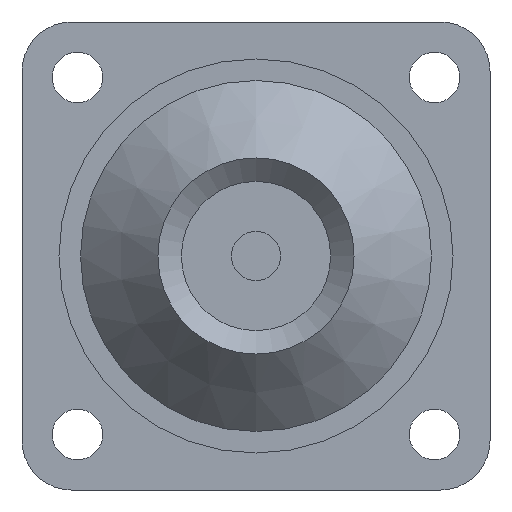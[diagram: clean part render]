
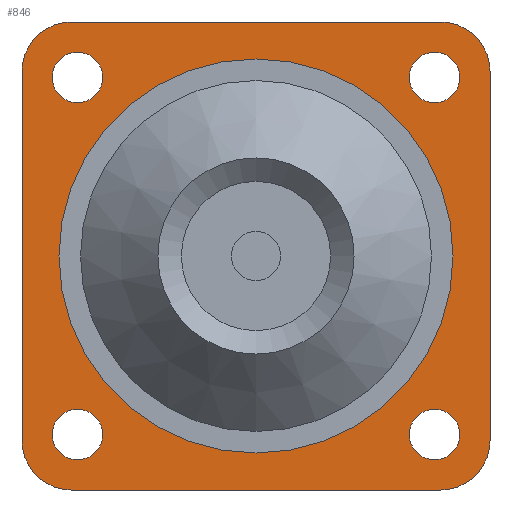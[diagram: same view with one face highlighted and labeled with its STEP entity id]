
A CAD part, front view. The second image highlights one B-rep face of the part: STEP entity #846.
In plain terms, the highlighted face is planar.
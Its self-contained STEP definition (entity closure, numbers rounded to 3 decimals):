
#27=LINE('',#1440,#59);
#30=LINE('',#1448,#62);
#33=LINE('',#1456,#65);
#36=LINE('',#1464,#68);
#59=VECTOR('',#1154,1000.);
#62=VECTOR('',#1163,1000.);
#65=VECTOR('',#1172,1000.);
#68=VECTOR('',#1181,1000.);
#126=PLANE('',#993);
#208=ORIENTED_EDGE('',*,*,#374,.T.);
#209=ORIENTED_EDGE('',*,*,#375,.T.);
#210=ORIENTED_EDGE('',*,*,#376,.T.);
#211=ORIENTED_EDGE('',*,*,#377,.T.);
#212=ORIENTED_EDGE('',*,*,#378,.T.);
#213=ORIENTED_EDGE('',*,*,#358,.F.);
#214=ORIENTED_EDGE('',*,*,#373,.F.);
#215=ORIENTED_EDGE('',*,*,#371,.F.);
#216=ORIENTED_EDGE('',*,*,#369,.F.);
#217=ORIENTED_EDGE('',*,*,#367,.F.);
#218=ORIENTED_EDGE('',*,*,#365,.F.);
#219=ORIENTED_EDGE('',*,*,#363,.F.);
#220=ORIENTED_EDGE('',*,*,#361,.F.);
#358=EDGE_CURVE('',#452,#453,#526,.T.);
#361=EDGE_CURVE('',#453,#454,#27,.T.);
#363=EDGE_CURVE('',#454,#455,#527,.T.);
#365=EDGE_CURVE('',#455,#456,#30,.T.);
#367=EDGE_CURVE('',#456,#457,#528,.T.);
#369=EDGE_CURVE('',#457,#458,#33,.T.);
#371=EDGE_CURVE('',#458,#459,#529,.T.);
#373=EDGE_CURVE('',#459,#452,#36,.T.);
#374=EDGE_CURVE('',#460,#460,#530,.T.);
#375=EDGE_CURVE('',#461,#461,#531,.T.);
#376=EDGE_CURVE('',#462,#462,#532,.T.);
#377=EDGE_CURVE('',#463,#463,#533,.T.);
#378=EDGE_CURVE('',#464,#464,#534,.T.);
#452=VERTEX_POINT('',#1435);
#453=VERTEX_POINT('',#1436);
#454=VERTEX_POINT('',#1441);
#455=VERTEX_POINT('',#1445);
#456=VERTEX_POINT('',#1449);
#457=VERTEX_POINT('',#1453);
#458=VERTEX_POINT('',#1457);
#459=VERTEX_POINT('',#1461);
#460=VERTEX_POINT('',#1467);
#461=VERTEX_POINT('',#1469);
#462=VERTEX_POINT('',#1471);
#463=VERTEX_POINT('',#1473);
#464=VERTEX_POINT('',#1475);
#526=CIRCLE('',#982,4.);
#527=CIRCLE('',#985,4.);
#528=CIRCLE('',#988,4.);
#529=CIRCLE('',#991,4.);
#530=CIRCLE('',#994,2.05);
#531=CIRCLE('',#995,2.05);
#532=CIRCLE('',#996,2.05);
#533=CIRCLE('',#997,2.05);
#534=CIRCLE('',#998,16.);
#599=EDGE_LOOP('',(#208));
#600=EDGE_LOOP('',(#209));
#601=EDGE_LOOP('',(#210));
#602=EDGE_LOOP('',(#211));
#603=EDGE_LOOP('',(#212));
#604=EDGE_LOOP('',(#213,#214,#215,#216,#217,#218,#219,#220));
#715=FACE_BOUND('',#599,.T.);
#716=FACE_BOUND('',#600,.T.);
#717=FACE_BOUND('',#601,.T.);
#718=FACE_BOUND('',#602,.T.);
#719=FACE_BOUND('',#603,.T.);
#720=FACE_BOUND('',#604,.T.);
#846=ADVANCED_FACE('',(#715,#716,#717,#718,#719,#720),#126,.F.);
#982=AXIS2_PLACEMENT_3D('',#1434,#1148,#1149);
#985=AXIS2_PLACEMENT_3D('',#1444,#1158,#1159);
#988=AXIS2_PLACEMENT_3D('',#1452,#1167,#1168);
#991=AXIS2_PLACEMENT_3D('',#1460,#1176,#1177);
#993=AXIS2_PLACEMENT_3D('',#1465,#1182,#1183);
#994=AXIS2_PLACEMENT_3D('',#1466,#1184,#1185);
#995=AXIS2_PLACEMENT_3D('',#1468,#1186,#1187);
#996=AXIS2_PLACEMENT_3D('',#1470,#1188,#1189);
#997=AXIS2_PLACEMENT_3D('',#1472,#1190,#1191);
#998=AXIS2_PLACEMENT_3D('',#1474,#1192,#1193);
#1148=DIRECTION('',(0.,0.,1.));
#1149=DIRECTION('',(-1.,0.,0.));
#1154=DIRECTION('',(-1.,0.,0.));
#1158=DIRECTION('',(0.,0.,1.));
#1159=DIRECTION('',(1.,0.,0.));
#1163=DIRECTION('',(0.,-1.,0.));
#1167=DIRECTION('',(0.,0.,1.));
#1168=DIRECTION('',(1.,0.,0.));
#1172=DIRECTION('',(1.,0.,0.));
#1176=DIRECTION('',(0.,0.,1.));
#1177=DIRECTION('',(-1.,0.,0.));
#1181=DIRECTION('',(0.,1.,0.));
#1182=DIRECTION('',(0.,0.,1.));
#1183=DIRECTION('',(1.,0.,0.));
#1184=DIRECTION('',(0.,0.,1.));
#1185=DIRECTION('',(1.,0.,0.));
#1186=DIRECTION('',(0.,0.,1.));
#1187=DIRECTION('',(1.,0.,0.));
#1188=DIRECTION('',(0.,0.,1.));
#1189=DIRECTION('',(1.,0.,0.));
#1190=DIRECTION('',(0.,0.,1.));
#1191=DIRECTION('',(1.,0.,0.));
#1192=DIRECTION('',(0.,0.,1.));
#1193=DIRECTION('',(-1.,0.,0.));
#1434=CARTESIAN_POINT('',(15.,15.,0.));
#1435=CARTESIAN_POINT('',(19.,15.,0.));
#1436=CARTESIAN_POINT('',(15.,19.,0.));
#1440=CARTESIAN_POINT('',(15.,19.,0.));
#1441=CARTESIAN_POINT('',(-15.,19.,0.));
#1444=CARTESIAN_POINT('',(-15.,15.,0.));
#1445=CARTESIAN_POINT('',(-19.,15.,0.));
#1448=CARTESIAN_POINT('',(-19.,15.,0.));
#1449=CARTESIAN_POINT('',(-19.,-15.,0.));
#1452=CARTESIAN_POINT('',(-15.,-15.,0.));
#1453=CARTESIAN_POINT('',(-15.,-19.,0.));
#1456=CARTESIAN_POINT('',(-15.,-19.,0.));
#1457=CARTESIAN_POINT('',(15.,-19.,0.));
#1460=CARTESIAN_POINT('',(15.,-15.,0.));
#1461=CARTESIAN_POINT('',(19.,-15.,0.));
#1464=CARTESIAN_POINT('',(19.,-15.,0.));
#1465=CARTESIAN_POINT('',(15.,15.,0.));
#1466=CARTESIAN_POINT('',(-14.5,-14.5,0.));
#1467=CARTESIAN_POINT('',(-12.45,-14.5,0.));
#1468=CARTESIAN_POINT('',(14.5,-14.5,0.));
#1469=CARTESIAN_POINT('',(16.55,-14.5,0.));
#1470=CARTESIAN_POINT('',(14.5,14.5,0.));
#1471=CARTESIAN_POINT('',(16.55,14.5,0.));
#1472=CARTESIAN_POINT('',(-14.5,14.5,0.));
#1473=CARTESIAN_POINT('',(-12.45,14.5,0.));
#1474=CARTESIAN_POINT('',(0.,0.,0.));
#1475=CARTESIAN_POINT('',(-16.,0.,0.));
